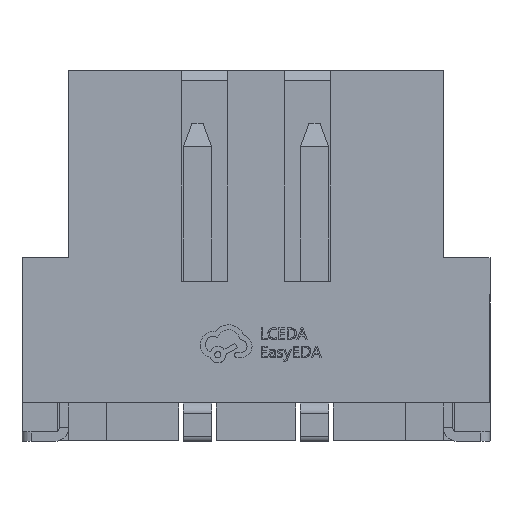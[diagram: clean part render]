
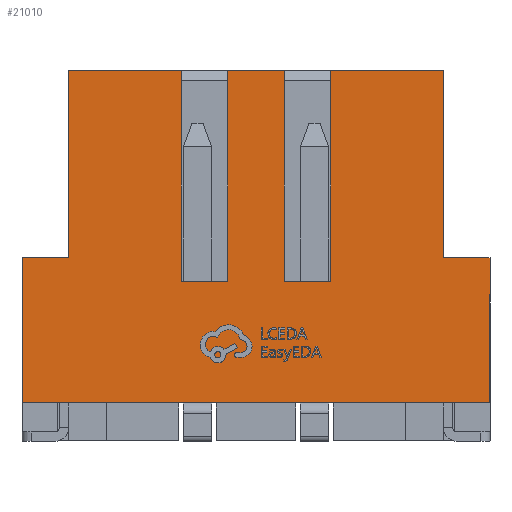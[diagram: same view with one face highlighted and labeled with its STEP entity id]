
A CAD part, front view. The second image highlights one B-rep face of the part: STEP entity #21010.
In plain terms, the highlighted planar face has unit normal (0, -1, 0).
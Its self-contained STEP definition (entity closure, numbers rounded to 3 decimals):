
#133 = VECTOR ( 'NONE', #4632, 1000. ) ;
#223 = EDGE_CURVE ( 'NONE', #920, #3866, #6854, .T. ) ;
#261 = EDGE_CURVE ( 'NONE', #18506, #14499, #15509, .T. ) ;
#294 = DIRECTION ( 'NONE',  ( 1., 0., 0. ) ) ;
#385 = CARTESIAN_POINT ( 'NONE',  ( -1.6, -3.975, 3.4 ) ) ;
#617 = EDGE_CURVE ( 'NONE', #3038, #3316, #16705, .T. ) ;
#920 = VERTEX_POINT ( 'NONE', #21074 ) ;
#938 = CARTESIAN_POINT ( 'NONE',  ( -5., -3.975, 7.9 ) ) ;
#947 = LINE ( 'NONE', #5451, #20030 ) ;
#1145 = CARTESIAN_POINT ( 'NONE',  ( -5., -3.975, 3.9 ) ) ;
#1287 = VERTEX_POINT ( 'NONE', #11756 ) ;
#1318 = LINE ( 'NONE', #10834, #7896 ) ;
#1588 = ORIENTED_EDGE ( 'NONE', *, *, #10745, .T. ) ;
#1601 = VERTEX_POINT ( 'NONE', #7252 ) ;
#1675 = CARTESIAN_POINT ( 'NONE',  ( -1.6, -3.975, 7.9 ) ) ;
#1774 = ORIENTED_EDGE ( 'NONE', *, *, #15491, .T. ) ;
#1778 = VECTOR ( 'NONE', #294, 1000. ) ;
#1814 = DIRECTION ( 'NONE',  ( 1., 0., 0. ) ) ;
#1838 = CARTESIAN_POINT ( 'NONE',  ( 5., -3.975, 0.8 ) ) ;
#2100 = CARTESIAN_POINT ( 'NONE',  ( 1.6, -3.975, 3.4 ) ) ;
#2550 = CARTESIAN_POINT ( 'NONE',  ( -5., -3.975, 7.9 ) ) ;
#2954 = ORIENTED_EDGE ( 'NONE', *, *, #11404, .T. ) ;
#3038 = VERTEX_POINT ( 'NONE', #7132 ) ;
#3166 = DIRECTION ( 'NONE',  ( 0., 0., 1. ) ) ;
#3316 = VERTEX_POINT ( 'NONE', #1838 ) ;
#3586 = ORIENTED_EDGE ( 'NONE', *, *, #16735, .F. ) ;
#3817 = LINE ( 'NONE', #2550, #14875 ) ;
#3830 = ORIENTED_EDGE ( 'NONE', *, *, #14485, .F. ) ;
#3836 = LINE ( 'NONE', #9002, #5088 ) ;
#3866 = VERTEX_POINT ( 'NONE', #4526 ) ;
#4014 = DIRECTION ( 'NONE',  ( 1., 0., 0. ) ) ;
#4095 = CARTESIAN_POINT ( 'NONE',  ( -0.6, -3.975, 7.9 ) ) ;
#4141 = DIRECTION ( 'NONE',  ( 0., 0., 1. ) ) ;
#4307 = LINE ( 'NONE', #7756, #133 ) ;
#4332 = CARTESIAN_POINT ( 'NONE',  ( -5., -3.975, 7.9 ) ) ;
#4526 = CARTESIAN_POINT ( 'NONE',  ( 4., -3.975, 7.9 ) ) ;
#4632 = DIRECTION ( 'NONE',  ( 0., 0., -1. ) ) ;
#4930 = LINE ( 'NONE', #8245, #16855 ) ;
#4951 = VERTEX_POINT ( 'NONE', #1675 ) ;
#5039 = DIRECTION ( 'NONE',  ( -1., 0., 0. ) ) ;
#5088 = VECTOR ( 'NONE', #7414, 1000. ) ;
#5376 = ORIENTED_EDGE ( 'NONE', *, *, #14654, .F. ) ;
#5451 = CARTESIAN_POINT ( 'NONE',  ( -5., -3.975, 7.9 ) ) ;
#5763 = CARTESIAN_POINT ( 'NONE',  ( 5., -3.975, 3.9 ) ) ;
#6109 = LINE ( 'NONE', #12609, #19618 ) ;
#6334 = ORIENTED_EDGE ( 'NONE', *, *, #18777, .T. ) ;
#6356 = LINE ( 'NONE', #19179, #12767 ) ;
#6361 = VECTOR ( 'NONE', #1814, 1000. ) ;
#6854 = LINE ( 'NONE', #4332, #15645 ) ;
#6875 = CARTESIAN_POINT ( 'NONE',  ( -5., -3.975, 0.8 ) ) ;
#7046 = CARTESIAN_POINT ( 'NONE',  ( -0.6, -3.975, 3.4 ) ) ;
#7132 = CARTESIAN_POINT ( 'NONE',  ( -5., -3.975, 0.8 ) ) ;
#7252 = CARTESIAN_POINT ( 'NONE',  ( -1.6, -3.975, 3.4 ) ) ;
#7414 = DIRECTION ( 'NONE',  ( 0., 0., 1. ) ) ;
#7467 = DIRECTION ( 'NONE',  ( 1., 0., 0. ) ) ;
#7478 = DIRECTION ( 'NONE',  ( 0., 0., -1. ) ) ;
#7756 = CARTESIAN_POINT ( 'NONE',  ( 5., -3.975, 7.9 ) ) ;
#7841 = ORIENTED_EDGE ( 'NONE', *, *, #261, .F. ) ;
#7896 = VECTOR ( 'NONE', #20805, 1000. ) ;
#8148 = CARTESIAN_POINT ( 'NONE',  ( 1.6, -3.975, 3.4 ) ) ;
#8245 = CARTESIAN_POINT ( 'NONE',  ( 4., -3.975, 3.9 ) ) ;
#8370 = VERTEX_POINT ( 'NONE', #11853 ) ;
#8738 = ORIENTED_EDGE ( 'NONE', *, *, #10113, .F. ) ;
#8996 = DIRECTION ( 'NONE',  ( 0., 1., 0. ) ) ;
#9002 = CARTESIAN_POINT ( 'NONE',  ( 0.6, -3.975, 3.4 ) ) ;
#9621 = ORIENTED_EDGE ( 'NONE', *, *, #16355, .F. ) ;
#10012 = CARTESIAN_POINT ( 'NONE',  ( 0.6, -3.975, 3.4 ) ) ;
#10113 = EDGE_CURVE ( 'NONE', #13866, #4951, #3817, .T. ) ;
#10272 = PLANE ( 'NONE',  #13389 ) ;
#10737 = EDGE_CURVE ( 'NONE', #14118, #16155, #16508, .T. ) ;
#10745 = EDGE_CURVE ( 'NONE', #18506, #3866, #4930, .T. ) ;
#10834 = CARTESIAN_POINT ( 'NONE',  ( -4., -3.975, 3.9 ) ) ;
#10860 = DIRECTION ( 'NONE',  ( 1., 0., 0. ) ) ;
#11156 = CARTESIAN_POINT ( 'NONE',  ( 5., -3.975, 3.9 ) ) ;
#11161 = VECTOR ( 'NONE', #7467, 1000. ) ;
#11404 = EDGE_CURVE ( 'NONE', #920, #14118, #6356, .T. ) ;
#11606 = LINE ( 'NONE', #385, #1778 ) ;
#11641 = VECTOR ( 'NONE', #20393, 1000. ) ;
#11756 = CARTESIAN_POINT ( 'NONE',  ( 0.6, -3.975, 7.9 ) ) ;
#11853 = CARTESIAN_POINT ( 'NONE',  ( -4., -3.975, 3.9 ) ) ;
#12011 = VERTEX_POINT ( 'NONE', #4095 ) ;
#12075 = FACE_OUTER_BOUND ( 'NONE', #12921, .T. ) ;
#12251 = LINE ( 'NONE', #938, #19635 ) ;
#12609 = CARTESIAN_POINT ( 'NONE',  ( -5., -3.975, 3.9 ) ) ;
#12729 = VECTOR ( 'NONE', #5039, 1000. ) ;
#12767 = VECTOR ( 'NONE', #17788, 1000. ) ;
#12921 = EDGE_LOOP ( 'NONE', ( #2954, #13349, #1774, #17004, #3586, #18703, #9621, #8738, #14581, #5376, #6334, #16009, #3830, #7841, #1588, #18371 ) ) ;
#13328 = EDGE_CURVE ( 'NONE', #8370, #13866, #1318, .T. ) ;
#13349 = ORIENTED_EDGE ( 'NONE', *, *, #10737, .T. ) ;
#13389 = AXIS2_PLACEMENT_3D ( 'NONE', #18831, #8996, #4141 ) ;
#13844 = CARTESIAN_POINT ( 'NONE',  ( -1.6, -3.975, 3.4 ) ) ;
#13866 = VERTEX_POINT ( 'NONE', #14770 ) ;
#14118 = VERTEX_POINT ( 'NONE', #2100 ) ;
#14316 = EDGE_CURVE ( 'NONE', #1601, #15044, #11606, .T. ) ;
#14485 = EDGE_CURVE ( 'NONE', #14499, #3316, #4307, .T. ) ;
#14499 = VERTEX_POINT ( 'NONE', #11156 ) ;
#14581 = ORIENTED_EDGE ( 'NONE', *, *, #13328, .F. ) ;
#14654 = EDGE_CURVE ( 'NONE', #18073, #8370, #6109, .T. ) ;
#14770 = CARTESIAN_POINT ( 'NONE',  ( -4., -3.975, 7.9 ) ) ;
#14875 = VECTOR ( 'NONE', #18933, 1000. ) ;
#14927 = EDGE_CURVE ( 'NONE', #12011, #1287, #12251, .T. ) ;
#15044 = VERTEX_POINT ( 'NONE', #7046 ) ;
#15470 = LINE ( 'NONE', #13844, #11641 ) ;
#15491 = EDGE_CURVE ( 'NONE', #16155, #1287, #3836, .T. ) ;
#15509 = LINE ( 'NONE', #5763, #11161 ) ;
#15645 = VECTOR ( 'NONE', #4014, 1000. ) ;
#16009 = ORIENTED_EDGE ( 'NONE', *, *, #617, .T. ) ;
#16155 = VERTEX_POINT ( 'NONE', #10012 ) ;
#16355 = EDGE_CURVE ( 'NONE', #4951, #1601, #15470, .T. ) ;
#16508 = LINE ( 'NONE', #8148, #12729 ) ;
#16620 = DIRECTION ( 'NONE',  ( 0., 0., 1. ) ) ;
#16705 = LINE ( 'NONE', #6875, #6361 ) ;
#16735 = EDGE_CURVE ( 'NONE', #15044, #12011, #17967, .T. ) ;
#16798 = VECTOR ( 'NONE', #3166, 1000. ) ;
#16855 = VECTOR ( 'NONE', #16620, 1000. ) ;
#17004 = ORIENTED_EDGE ( 'NONE', *, *, #14927, .F. ) ;
#17788 = DIRECTION ( 'NONE',  ( 0., 0., -1. ) ) ;
#17967 = LINE ( 'NONE', #18162, #16798 ) ;
#18073 = VERTEX_POINT ( 'NONE', #1145 ) ;
#18162 = CARTESIAN_POINT ( 'NONE',  ( -0.6, -3.975, 3.4 ) ) ;
#18371 = ORIENTED_EDGE ( 'NONE', *, *, #223, .F. ) ;
#18506 = VERTEX_POINT ( 'NONE', #19967 ) ;
#18703 = ORIENTED_EDGE ( 'NONE', *, *, #14316, .F. ) ;
#18777 = EDGE_CURVE ( 'NONE', #18073, #3038, #947, .T. ) ;
#18831 = CARTESIAN_POINT ( 'NONE',  ( -5., -3.975, 7.9 ) ) ;
#18933 = DIRECTION ( 'NONE',  ( 1., 0., 0. ) ) ;
#19179 = CARTESIAN_POINT ( 'NONE',  ( 1.6, -3.975, 3.4 ) ) ;
#19618 = VECTOR ( 'NONE', #20859, 1000. ) ;
#19635 = VECTOR ( 'NONE', #10860, 1000. ) ;
#19967 = CARTESIAN_POINT ( 'NONE',  ( 4., -3.975, 3.9 ) ) ;
#20030 = VECTOR ( 'NONE', #7478, 1000. ) ;
#20393 = DIRECTION ( 'NONE',  ( 0., 0., -1. ) ) ;
#20805 = DIRECTION ( 'NONE',  ( 0., 0., 1. ) ) ;
#20859 = DIRECTION ( 'NONE',  ( 1., 0., 0. ) ) ;
#21010 = ADVANCED_FACE ( 'NONE', ( #12075 ), #10272, .F. ) ;
#21074 = CARTESIAN_POINT ( 'NONE',  ( 1.6, -3.975, 7.9 ) ) ;
